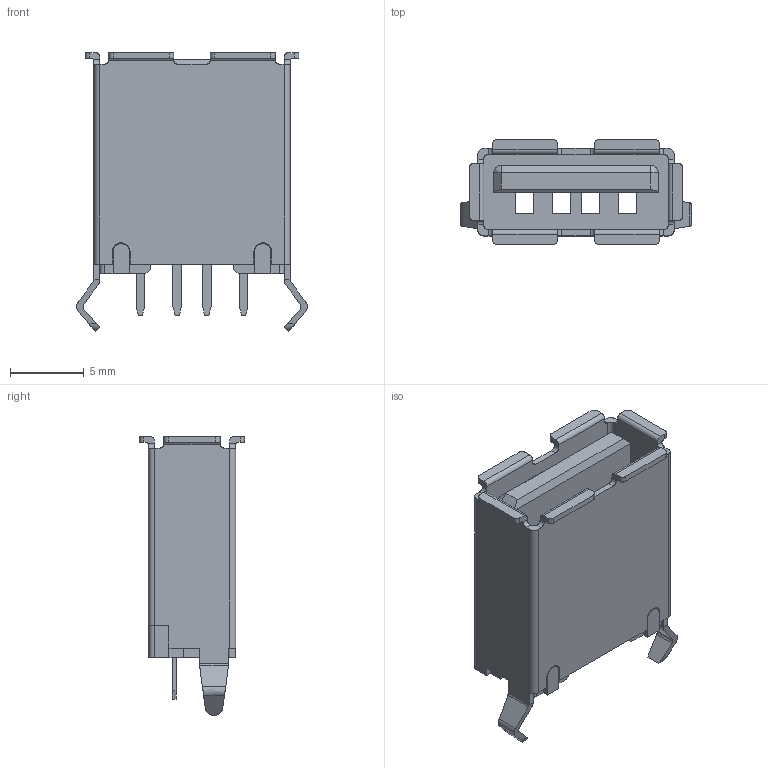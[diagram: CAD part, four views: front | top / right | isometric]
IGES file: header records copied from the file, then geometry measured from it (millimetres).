
Start section: SolidWorks IGES file using analytic representation for surfaces
Global section: file name: KUSBVX-AS1N-W_rA4.IGS; native system: SolidWorks 2007; preprocessor: SolidWorks 2007; author: Patrick; date: 110117.115239; units: millimetre
Bounding box: 15.65 x 7.12 x 18.91 mm (x, y, z)
Surface area: 1546 mm2 (no closed solid volume)
Topology: 0 solids, 0 shells, 249 faces, 1892 edges, 1890 vertices
Faces by surface type: bspline 179, revolution 70
